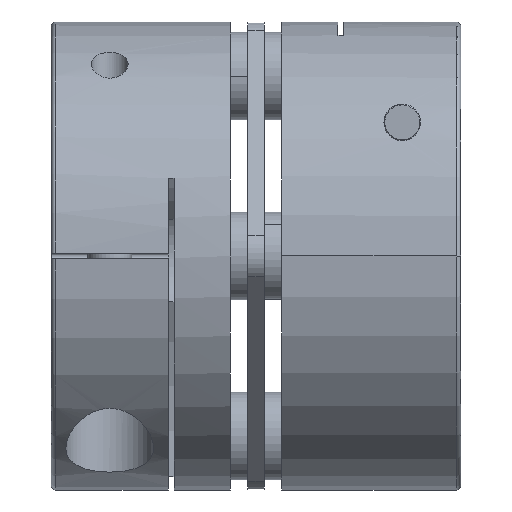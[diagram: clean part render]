
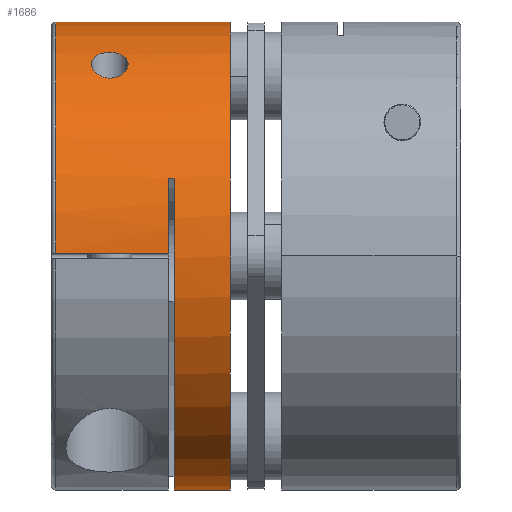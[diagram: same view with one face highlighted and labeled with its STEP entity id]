
A CAD part, front view. The second image highlights one B-rep face of the part: STEP entity #1686.
In plain terms, the highlighted cylindrical face has radius 16 mm (diameter 32 mm), a partial arc.
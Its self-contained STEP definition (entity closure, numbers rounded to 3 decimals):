
#35 = ORIENTED_EDGE ( 'NONE', *, *, #5230, .F. ) ;
#176 = CARTESIAN_POINT ( 'NONE',  ( 5.115, -9.727, 12.705 ) ) ;
#211 = VERTEX_POINT ( 'NONE', #1695 ) ;
#225 = CARTESIAN_POINT ( 'NONE',  ( 5.25, -9.143, 13.13 ) ) ;
#258 = CARTESIAN_POINT ( 'NONE',  ( 12.25, 0., -16. ) ) ;
#283 = CARTESIAN_POINT ( 'NONE',  ( 8., -15.999, 0.2 ) ) ;
#288 = FACE_BOUND ( 'NONE', #2611, .T. ) ;
#407 = CARTESIAN_POINT ( 'NONE',  ( 2.75, -9.143, 13.13 ) ) ;
#504 = AXIS2_PLACEMENT_3D ( 'NONE', #6548, #1323, #3395 ) ;
#562 = DIRECTION ( 'NONE',  ( 0., 0., 1. ) ) ;
#583 = VECTOR ( 'NONE', #6015, 1000. ) ;
#671 = CARTESIAN_POINT ( 'NONE',  ( 4.687, -10.201, 12.326 ) ) ;
#725 = CARTESIAN_POINT ( 'NONE',  ( 3.127, -10.041, 12.458 ) ) ;
#746 = CARTESIAN_POINT ( 'NONE',  ( 5.035, -9.862, 12.6 ) ) ;
#755 = CIRCLE ( 'NONE', #504, 16. ) ;
#772 = B_SPLINE_CURVE_WITH_KNOTS ( 'NONE', 3,
 ( #225, #5448, #3871, #176, #746, #4386, #671, #4836, #4341, #5985, #1744, #2286, #1305, #3341, #3852, #2851, #725, #6507, #4405, #4934, #816, #5565 ),
 .UNSPECIFIED., .F., .F.,
 ( 4, 2, 2, 2, 2, 2, 2, 2, 2, 2, 4 ),
 ( 0.004, 0.005, 0.005, 0.006, 0.006, 0.006, 0.007, 0.007, 0.008, 0.008, 0.009 ),
 .UNSPECIFIED. ) ;
#816 = CARTESIAN_POINT ( 'NONE',  ( 2.75, -9.296, 13.024 ) ) ;
#826 = LINE ( 'NONE', #2378, #1235 ) ;
#850 = CARTESIAN_POINT ( 'NONE',  ( 8.4, -15.094, 5.309 ) ) ;
#852 = AXIS2_PLACEMENT_3D ( 'NONE', #1360, #1852, #6564 ) ;
#917 = VERTEX_POINT ( 'NONE', #3338 ) ;
#1052 = AXIS2_PLACEMENT_3D ( 'NONE', #5659, #6702, #6683 ) ;
#1220 = DIRECTION ( 'NONE',  ( 1., 0., 0. ) ) ;
#1235 = VECTOR ( 'NONE', #1775, 1000. ) ;
#1305 = CARTESIAN_POINT ( 'NONE',  ( 3.632, -10.35, 12.202 ) ) ;
#1323 = DIRECTION ( 'NONE',  ( 1., 0., 0. ) ) ;
#1336 = CIRCLE ( 'NONE', #852, 16. ) ;
#1342 = CARTESIAN_POINT ( 'NONE',  ( 2.75, -9.143, 13.13 ) ) ;
#1360 = CARTESIAN_POINT ( 'NONE',  ( 8.4, 0., 0. ) ) ;
#1439 = CARTESIAN_POINT ( 'NONE',  ( 5.25, -8.85, 13.335 ) ) ;
#1483 = CARTESIAN_POINT ( 'NONE',  ( 2.75, -8.995, 13.233 ) ) ;
#1504 = CARTESIAN_POINT ( 'NONE',  ( 2.775, -8.849, 13.331 ) ) ;
#1620 = ORIENTED_EDGE ( 'NONE', *, *, #4064, .T. ) ;
#1657 = VERTEX_POINT ( 'NONE', #6125 ) ;
#1686 = ADVANCED_FACE ( 'NONE', ( #2741, #288 ), #6171, .T. ) ;
#1695 = CARTESIAN_POINT ( 'NONE',  ( 5.25, -9.143, 13.13 ) ) ;
#1744 = CARTESIAN_POINT ( 'NONE',  ( 4.096, -10.393, 12.165 ) ) ;
#1775 = DIRECTION ( 'NONE',  ( -1., 0., 0. ) ) ;
#1823 = CARTESIAN_POINT ( 'NONE',  ( 8.2, -15.094, 5.309 ) ) ;
#1852 = DIRECTION ( 'NONE',  ( -1., 0., 0. ) ) ;
#1902 = VERTEX_POINT ( 'NONE', #5226 ) ;
#1934 = VERTEX_POINT ( 'NONE', #2117 ) ;
#2035 = CARTESIAN_POINT ( 'NONE',  ( 3.184, -8.182, 13.75 ) ) ;
#2117 = CARTESIAN_POINT ( 'NONE',  ( 8.4, 0., -16. ) ) ;
#2147 = CARTESIAN_POINT ( 'NONE',  ( 12.25, 0., -16. ) ) ;
#2165 = VERTEX_POINT ( 'NONE', #1342 ) ;
#2286 = CARTESIAN_POINT ( 'NONE',  ( 3.815, -10.393, 12.165 ) ) ;
#2341 = VERTEX_POINT ( 'NONE', #4435 ) ;
#2378 = CARTESIAN_POINT ( 'NONE',  ( 12.25, 0., 16. ) ) ;
#2472 = ORIENTED_EDGE ( 'NONE', *, *, #4095, .F. ) ;
#2513 = CARTESIAN_POINT ( 'NONE',  ( 4.175, -7.892, 13.918 ) ) ;
#2561 = DIRECTION ( 'NONE',  ( -1., 0., 0. ) ) ;
#2611 = EDGE_LOOP ( 'NONE', ( #6214, #6223 ) ) ;
#2709 = EDGE_CURVE ( 'NONE', #6330, #917, #3389, .T. ) ;
#2741 = FACE_OUTER_BOUND ( 'NONE', #5182, .T. ) ;
#2851 = CARTESIAN_POINT ( 'NONE',  ( 3.186, -10.095, 12.413 ) ) ;
#3025 = CARTESIAN_POINT ( 'NONE',  ( 2.964, -8.425, 13.603 ) ) ;
#3042 = CARTESIAN_POINT ( 'NONE',  ( 5.145, -8.543, 13.532 ) ) ;
#3114 = CARTESIAN_POINT ( 'NONE',  ( 8., 0., 0. ) ) ;
#3117 = LINE ( 'NONE', #1823, #583 ) ;
#3254 = CARTESIAN_POINT ( 'NONE',  ( 12.25, 0., 0. ) ) ;
#3275 = ORIENTED_EDGE ( 'NONE', *, *, #4904, .T. ) ;
#3300 = DIRECTION ( 'NONE',  ( 0., 0., -1. ) ) ;
#3338 = CARTESIAN_POINT ( 'NONE',  ( 8., -15.094, 5.309 ) ) ;
#3341 = CARTESIAN_POINT ( 'NONE',  ( 3.394, -10.239, 12.295 ) ) ;
#3389 = CIRCLE ( 'NONE', #3479, 16. ) ;
#3395 = DIRECTION ( 'NONE',  ( 0., 0., -1. ) ) ;
#3396 = EDGE_CURVE ( 'NONE', #211, #2165, #772, .T. ) ;
#3479 = AXIS2_PLACEMENT_3D ( 'NONE', #3114, #4219, #562 ) ;
#3518 = CIRCLE ( 'NONE', #6073, 16. ) ;
#3555 = CARTESIAN_POINT ( 'NONE',  ( 5.25, -9.143, 13.13 ) ) ;
#3831 = B_SPLINE_CURVE_WITH_KNOTS ( 'NONE', 3,
 ( #407, #1483, #1504, #5687, #3025, #2035, #5061, #4550, #5640, #5125, #6190, #2513, #6684, #6126, #4634, #3042, #1439, #3555 ),
 .UNSPECIFIED., .F., .F.,
 ( 4, 2, 2, 2, 2, 2, 2, 2, 4 ),
 ( 0., 0.001, 0.001, 0.002, 0.002, 0.002, 0.003, 0.003, 0.004 ),
 .UNSPECIFIED. ) ;
#3852 = CARTESIAN_POINT ( 'NONE',  ( 3.319, -10.195, 12.332 ) ) ;
#3865 = EDGE_CURVE ( 'NONE', #1902, #1657, #755, .T. ) ;
#3871 = CARTESIAN_POINT ( 'NONE',  ( 5.222, -9.445, 12.916 ) ) ;
#3911 = DIRECTION ( 'NONE',  ( -1., 0., 0. ) ) ;
#3938 = ORIENTED_EDGE ( 'NONE', *, *, #4290, .F. ) ;
#4018 = VERTEX_POINT ( 'NONE', #850 ) ;
#4064 = EDGE_CURVE ( 'NONE', #917, #4018, #3117, .T. ) ;
#4095 = EDGE_CURVE ( 'NONE', #1934, #4018, #1336, .T. ) ;
#4219 = DIRECTION ( 'NONE',  ( -1., 0., 0. ) ) ;
#4290 = EDGE_CURVE ( 'NONE', #4580, #1934, #6478, .T. ) ;
#4312 = VECTOR ( 'NONE', #2561, 1000. ) ;
#4341 = CARTESIAN_POINT ( 'NONE',  ( 4.364, -10.342, 12.208 ) ) ;
#4386 = CARTESIAN_POINT ( 'NONE',  ( 4.822, -10.098, 12.412 ) ) ;
#4405 = CARTESIAN_POINT ( 'NONE',  ( 2.886, -9.73, 12.703 ) ) ;
#4435 = CARTESIAN_POINT ( 'NONE',  ( 12.25, 0., 16. ) ) ;
#4550 = CARTESIAN_POINT ( 'NONE',  ( 3.559, -7.97, 13.874 ) ) ;
#4580 = VERTEX_POINT ( 'NONE', #2147 ) ;
#4593 = ORIENTED_EDGE ( 'NONE', *, *, #5498, .F. ) ;
#4634 = CARTESIAN_POINT ( 'NONE',  ( 4.812, -8.179, 13.753 ) ) ;
#4750 = ORIENTED_EDGE ( 'NONE', *, *, #3865, .T. ) ;
#4836 = CARTESIAN_POINT ( 'NONE',  ( 4.451, -10.312, 12.234 ) ) ;
#4904 = EDGE_CURVE ( 'NONE', #2341, #1902, #826, .T. ) ;
#4934 = CARTESIAN_POINT ( 'NONE',  ( 2.778, -9.445, 12.916 ) ) ;
#4993 = VECTOR ( 'NONE', #3911, 1000. ) ;
#5061 = CARTESIAN_POINT ( 'NONE',  ( 3.319, -8.08, 13.81 ) ) ;
#5125 = CARTESIAN_POINT ( 'NONE',  ( 3.815, -7.903, 13.912 ) ) ;
#5182 = EDGE_LOOP ( 'NONE', ( #3938, #35, #3275, #4750, #4593, #6080, #1620, #2472 ) ) ;
#5226 = CARTESIAN_POINT ( 'NONE',  ( 0.3, 0., 16. ) ) ;
#5230 = EDGE_CURVE ( 'NONE', #2341, #4580, #3518, .T. ) ;
#5305 = LINE ( 'NONE', #5696, #4312 ) ;
#5448 = CARTESIAN_POINT ( 'NONE',  ( 5.25, -9.294, 13.025 ) ) ;
#5498 = EDGE_CURVE ( 'NONE', #6330, #1657, #5305, .T. ) ;
#5565 = CARTESIAN_POINT ( 'NONE',  ( 2.75, -9.143, 13.13 ) ) ;
#5640 = CARTESIAN_POINT ( 'NONE',  ( 3.643, -7.942, 13.89 ) ) ;
#5659 = CARTESIAN_POINT ( 'NONE',  ( 12.25, 0., 0. ) ) ;
#5687 = CARTESIAN_POINT ( 'NONE',  ( 2.882, -8.563, 13.517 ) ) ;
#5696 = CARTESIAN_POINT ( 'NONE',  ( 8., -15.999, 0.2 ) ) ;
#5931 = EDGE_CURVE ( 'NONE', #2165, #211, #3831, .T. ) ;
#5985 = CARTESIAN_POINT ( 'NONE',  ( 4.187, -10.382, 12.174 ) ) ;
#6015 = DIRECTION ( 'NONE',  ( 1., 0., 0. ) ) ;
#6073 = AXIS2_PLACEMENT_3D ( 'NONE', #3254, #1220, #3300 ) ;
#6080 = ORIENTED_EDGE ( 'NONE', *, *, #2709, .T. ) ;
#6125 = CARTESIAN_POINT ( 'NONE',  ( 0.3, -15.999, 0.2 ) ) ;
#6126 = CARTESIAN_POINT ( 'NONE',  ( 4.672, -8.075, 13.813 ) ) ;
#6171 = CYLINDRICAL_SURFACE ( 'NONE', #1052, 16. ) ;
#6190 = CARTESIAN_POINT ( 'NONE',  ( 3.906, -7.893, 13.918 ) ) ;
#6214 = ORIENTED_EDGE ( 'NONE', *, *, #5931, .T. ) ;
#6223 = ORIENTED_EDGE ( 'NONE', *, *, #3396, .T. ) ;
#6330 = VERTEX_POINT ( 'NONE', #283 ) ;
#6478 = LINE ( 'NONE', #258, #4993 ) ;
#6507 = CARTESIAN_POINT ( 'NONE',  ( 2.965, -9.862, 12.6 ) ) ;
#6548 = CARTESIAN_POINT ( 'NONE',  ( 0.3, 0., 0. ) ) ;
#6564 = DIRECTION ( 'NONE',  ( 0., 0., 1. ) ) ;
#6683 = DIRECTION ( 'NONE',  ( 0., 0., 1. ) ) ;
#6684 = CARTESIAN_POINT ( 'NONE',  ( 4.354, -7.931, 13.896 ) ) ;
#6702 = DIRECTION ( 'NONE',  ( -1., 0., 0. ) ) ;
